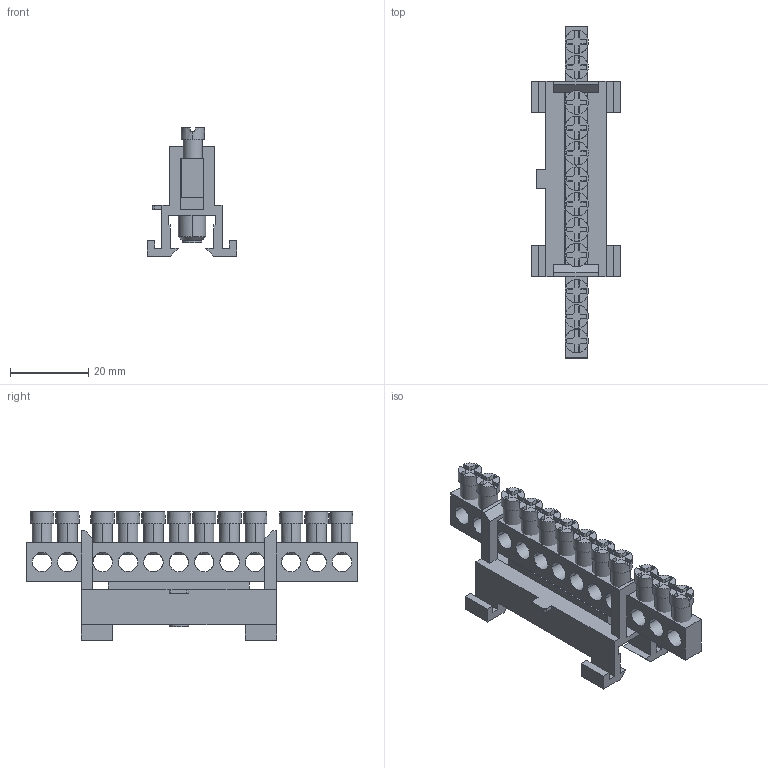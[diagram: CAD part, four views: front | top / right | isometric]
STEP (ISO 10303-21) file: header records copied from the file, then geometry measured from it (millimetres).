
FILE_DESCRIPTION(/* description */ (''),/* implementation_level */ '2;1');
FILE_NAME(/* name */ '2054094',/* time_stamp */ '2015-07-24T08:48:51+02:00',/* author */ (''),/* organization */ (''),/* preprocessor_version */ 'ST-DEVELOPER v15',/* originating_system */ '',/* authorisation */ '');
FILE_SCHEMA (('CONFIG_CONTROL_DESIGN'));
Length unit declared in the file: millimetre
Products named in the file (2): Document; Block 02
Assembly tree (1 placements, depth 2):
  Document
    Block 02
Bounding box: 23 x 84.9 x 32.85 mm (x, y, z)
Volume: 10738.3 mm3; surface area: 11765.4 mm2
Topology: 14 solids, 14 shells, 477 faces, 1274 edges, 836 vertices
Faces by surface type: plane 301, bspline 176
Entity records: 18688 total; most frequent: CARTESIAN_POINT 10532, ORIENTED_EDGE 2548, EDGE_CURVE 1274, VERTEX_POINT 836, B_SPLINE_CURVE_WITH_KNOTS 804, EDGE_LOOP 540, ADVANCED_FACE 477, FACE_OUTER_BOUND 477
